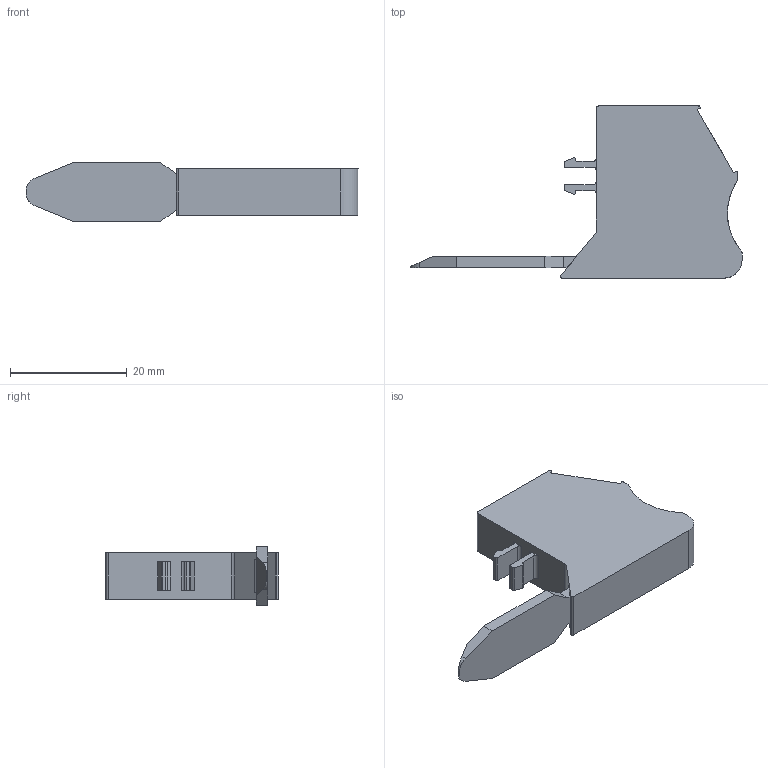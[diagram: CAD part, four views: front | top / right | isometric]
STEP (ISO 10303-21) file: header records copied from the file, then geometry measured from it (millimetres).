
FILE_DESCRIPTION (( 'STEP AP214' ), '1' );
FILE_NAME ('304370_AVK-EK 6.STP', '2013-11-15T06:04:59', ( 'arge' ), ( 'Microsoft' ), 'SwSTEP 2.0', 'SolidWorks 2013', '' );
FILE_SCHEMA (( 'AUTOMOTIVE_DESIGN' ));
Length unit declared in the file: millimetre
Products named in the file (1): 304370_AVK-EK 6
Bounding box: 56.9 x 29.5 x 10 mm (x, y, z)
Volume: 5926.4 mm3; surface area: 3009.2 mm2
Topology: 1 solids, 1 shells, 90 faces, 255 edges, 172 vertices
Faces by surface type: plane 54, cylinder 36
Entity records: 4021 total; most frequent: CARTESIAN_POINT 656, ORIENTED_EDGE 510, DIRECTION 463, EDGE_CURVE 255, VECTOR 173, LINE 173, VERTEX_POINT 172, AXIS2_PLACEMENT_3D 145
